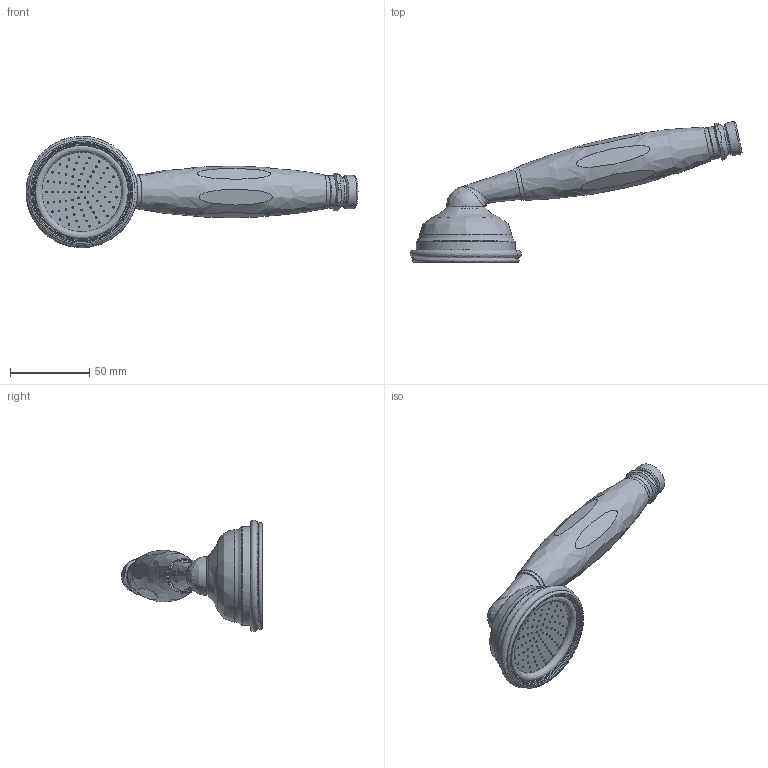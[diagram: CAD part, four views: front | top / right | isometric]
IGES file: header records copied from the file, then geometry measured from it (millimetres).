
Global section: file name: V954; native system: Autodesk Inventor 2018; preprocessor: unknown; author: adaniels; date: 20171002.114754; units: millimetre
Bounding box: 208.85 x 88.63 x 70.08 mm (x, y, z)
Volume: 145808.3 mm3; surface area: 57679.7 mm2
Topology: 10 solids, 16 shells, 362 faces, 1125 edges, 808 vertices
Faces by surface type: bspline 362
